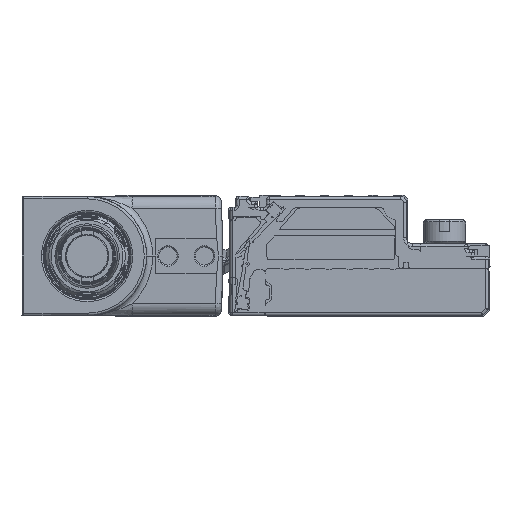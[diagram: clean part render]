
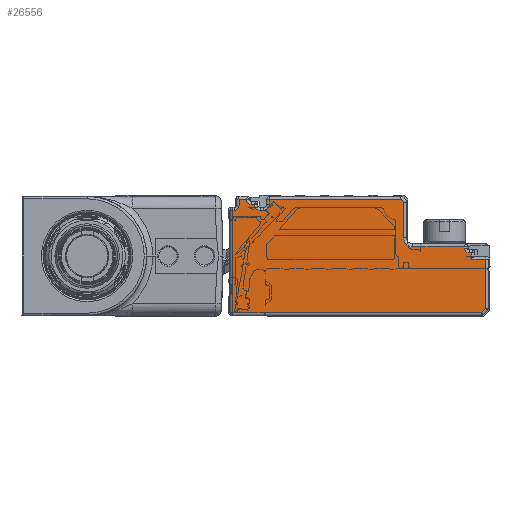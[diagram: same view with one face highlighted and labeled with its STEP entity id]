
A CAD part, left-side view. The second image highlights one B-rep face of the part: STEP entity #26556.
In plain terms, the highlighted planar face has unit normal (-1, 0, 0).
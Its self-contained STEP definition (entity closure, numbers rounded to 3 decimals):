
#24390=AXIS2_PLACEMENT_3D('Circle Axis2P3D',#24388,#24389,$) ;
#24461=AXIS2_PLACEMENT_3D('Circle Axis2P3D',#24459,#24460,$) ;
#24565=AXIS2_PLACEMENT_3D('Circle Axis2P3D',#24563,#24564,$) ;
#26450=AXIS2_PLACEMENT_3D('Plane Axis2P3D',#26447,#26448,#26449) ;
#26461=AXIS2_PLACEMENT_3D('Circle Axis2P3D',#26459,#26460,$) ;
#26482=AXIS2_PLACEMENT_3D('Circle Axis2P3D',#26480,#26481,$) ;
#26496=AXIS2_PLACEMENT_3D('Circle Axis2P3D',#26494,#26495,$) ;
#26515=AXIS2_PLACEMENT_3D('Circle Axis2P3D',#26513,#26514,$) ;
#24018=CARTESIAN_POINT('Vertex',(-528.,42.3,-7.3)) ;
#24041=CARTESIAN_POINT('Vertex',(-528.,1.407,-7.3)) ;
#24044=CARTESIAN_POINT('Line Origine',(-528.,23.168,-7.3)) ;
#24081=CARTESIAN_POINT('Vertex',(-528.,0.7,-6.593)) ;
#24084=CARTESIAN_POINT('Line Origine',(-528.,-1.246,-4.646)) ;
#24330=CARTESIAN_POINT('Line Origine',(-528.,21.5,11.3)) ;
#24334=CARTESIAN_POINT('Vertex',(-528.,40.1,11.3)) ;
#24336=CARTESIAN_POINT('Vertex',(-528.,41.3,11.3)) ;
#24388=CARTESIAN_POINT('Axis2P3D Location',(-528.,39.3,11.3)) ;
#24392=CARTESIAN_POINT('Vertex',(-528.,39.3,10.5)) ;
#24425=CARTESIAN_POINT('Vertex',(-528.,14.2,10.8)) ;
#24428=CARTESIAN_POINT('Line Origine',(-528.,14.2,2.)) ;
#24432=CARTESIAN_POINT('Vertex',(-528.,14.2,5.)) ;
#24459=CARTESIAN_POINT('Axis2P3D Location',(-528.,12.7,5.)) ;
#24463=CARTESIAN_POINT('Vertex',(-528.,12.7,3.5)) ;
#24491=CARTESIAN_POINT('Vertex',(-528.,4.2,3.5)) ;
#24499=CARTESIAN_POINT('Line Origine',(-528.,21.5,3.5)) ;
#24525=CARTESIAN_POINT('Line Origine',(-528.,4.2,2.)) ;
#24529=CARTESIAN_POINT('Vertex',(-528.,4.2,3.3)) ;
#24563=CARTESIAN_POINT('Axis2P3D Location',(-528.,3.4,3.3)) ;
#24567=CARTESIAN_POINT('Vertex',(-528.,3.4,2.5)) ;
#24595=CARTESIAN_POINT('Vertex',(-528.,3.,2.5)) ;
#24603=CARTESIAN_POINT('Line Origine',(-528.,21.5,2.5)) ;
#26404=CARTESIAN_POINT('Line Origine',(-528.,42.3,2.)) ;
#26408=CARTESIAN_POINT('Vertex',(-528.,42.3,9.5)) ;
#26432=CARTESIAN_POINT('Vertex',(-528.,0.7,1.5)) ;
#26435=CARTESIAN_POINT('Line Origine',(-528.,0.7,2.)) ;
#26447=CARTESIAN_POINT('Axis2P3D Location',(-528.,0.2,-7.8)) ;
#26452=CARTESIAN_POINT('Line Origine',(-528.,3.,2.)) ;
#26456=CARTESIAN_POINT('Vertex',(-528.,3.,1.5)) ;
#26459=CARTESIAN_POINT('Axis2P3D Location',(-528.,14.7,10.8)) ;
#26463=CARTESIAN_POINT('Vertex',(-528.,14.7,11.3)) ;
#26466=CARTESIAN_POINT('Line Origine',(-528.,25.5,11.3)) ;
#26470=CARTESIAN_POINT('Vertex',(-528.,36.3,11.3)) ;
#26473=CARTESIAN_POINT('Line Origine',(-528.,36.3,10.9)) ;
#26477=CARTESIAN_POINT('Vertex',(-528.,36.3,10.5)) ;
#26480=CARTESIAN_POINT('Axis2P3D Location',(-528.,37.3,10.5)) ;
#26484=CARTESIAN_POINT('Vertex',(-528.,37.3,9.5)) ;
#26487=CARTESIAN_POINT('Line Origine',(-528.,37.55,9.5)) ;
#26491=CARTESIAN_POINT('Vertex',(-528.,37.8,9.5)) ;
#26494=CARTESIAN_POINT('Axis2P3D Location',(-528.,37.8,10.5)) ;
#26498=CARTESIAN_POINT('Vertex',(-528.,38.8,10.5)) ;
#26501=CARTESIAN_POINT('Line Origine',(-528.,39.05,10.5)) ;
#26506=CARTESIAN_POINT('Line Origine',(-528.,41.3,10.8)) ;
#26510=CARTESIAN_POINT('Vertex',(-528.,41.3,10.3)) ;
#26513=CARTESIAN_POINT('Axis2P3D Location',(-528.,42.1,10.3)) ;
#26517=CARTESIAN_POINT('Vertex',(-528.,42.1,9.5)) ;
#26520=CARTESIAN_POINT('Line Origine',(-528.,42.2,9.5)) ;
#26525=CARTESIAN_POINT('Line Origine',(-528.,1.85,1.5)) ;
#24045=DIRECTION('Vector Direction',(0.,1.,0.)) ;
#24085=DIRECTION('Vector Direction',(0.,0.707,-0.707)) ;
#24331=DIRECTION('Vector Direction',(0.,-1.,0.)) ;
#24389=DIRECTION('Axis2P3D Direction',(1.,0.,0.)) ;
#24429=DIRECTION('Vector Direction',(0.,0.,-1.)) ;
#24460=DIRECTION('Axis2P3D Direction',(1.,0.,0.)) ;
#24500=DIRECTION('Vector Direction',(0.,-1.,0.)) ;
#24526=DIRECTION('Vector Direction',(0.,0.,1.)) ;
#24564=DIRECTION('Axis2P3D Direction',(1.,0.,0.)) ;
#24604=DIRECTION('Vector Direction',(0.,-1.,0.)) ;
#26405=DIRECTION('Vector Direction',(0.,0.,1.)) ;
#26436=DIRECTION('Vector Direction',(0.,0.,-1.)) ;
#26448=DIRECTION('Axis2P3D Direction',(-1.,0.,0.)) ;
#26449=DIRECTION('Axis2P3D XDirection',(0.,0.,1.)) ;
#26453=DIRECTION('Vector Direction',(0.,0.,1.)) ;
#26460=DIRECTION('Axis2P3D Direction',(-1.,0.,0.)) ;
#26467=DIRECTION('Vector Direction',(0.,1.,0.)) ;
#26474=DIRECTION('Vector Direction',(0.,0.,-1.)) ;
#26481=DIRECTION('Axis2P3D Direction',(-1.,0.,0.)) ;
#26488=DIRECTION('Vector Direction',(0.,1.,0.)) ;
#26495=DIRECTION('Axis2P3D Direction',(-1.,0.,0.)) ;
#26502=DIRECTION('Vector Direction',(0.,-1.,0.)) ;
#26507=DIRECTION('Vector Direction',(0.,0.,-1.)) ;
#26514=DIRECTION('Axis2P3D Direction',(-1.,0.,0.)) ;
#26521=DIRECTION('Vector Direction',(0.,1.,0.)) ;
#26526=DIRECTION('Vector Direction',(0.,1.,0.)) ;
#24046=VECTOR('Line Direction',#24045,1.) ;
#24086=VECTOR('Line Direction',#24085,1.) ;
#24332=VECTOR('Line Direction',#24331,1.) ;
#24430=VECTOR('Line Direction',#24429,1.) ;
#24501=VECTOR('Line Direction',#24500,1.) ;
#24527=VECTOR('Line Direction',#24526,1.) ;
#24605=VECTOR('Line Direction',#24604,1.) ;
#26406=VECTOR('Line Direction',#26405,1.) ;
#26437=VECTOR('Line Direction',#26436,1.) ;
#26454=VECTOR('Line Direction',#26453,1.) ;
#26468=VECTOR('Line Direction',#26467,1.) ;
#26475=VECTOR('Line Direction',#26474,1.) ;
#26489=VECTOR('Line Direction',#26488,1.) ;
#26503=VECTOR('Line Direction',#26502,1.) ;
#26508=VECTOR('Line Direction',#26507,1.) ;
#26522=VECTOR('Line Direction',#26521,1.) ;
#26527=VECTOR('Line Direction',#26526,1.) ;
#26531=ORIENTED_EDGE('',*,*,#26458,.T.) ;
#26532=ORIENTED_EDGE('',*,*,#24607,.T.) ;
#26533=ORIENTED_EDGE('',*,*,#24569,.T.) ;
#26534=ORIENTED_EDGE('',*,*,#24531,.T.) ;
#26535=ORIENTED_EDGE('',*,*,#24503,.T.) ;
#26536=ORIENTED_EDGE('',*,*,#24465,.T.) ;
#26537=ORIENTED_EDGE('',*,*,#24434,.T.) ;
#26538=ORIENTED_EDGE('',*,*,#26465,.T.) ;
#26539=ORIENTED_EDGE('',*,*,#26472,.T.) ;
#26540=ORIENTED_EDGE('',*,*,#26479,.T.) ;
#26541=ORIENTED_EDGE('',*,*,#26486,.T.) ;
#26542=ORIENTED_EDGE('',*,*,#26493,.T.) ;
#26543=ORIENTED_EDGE('',*,*,#26500,.T.) ;
#26544=ORIENTED_EDGE('',*,*,#26505,.T.) ;
#26545=ORIENTED_EDGE('',*,*,#24394,.T.) ;
#26546=ORIENTED_EDGE('',*,*,#24338,.T.) ;
#26547=ORIENTED_EDGE('',*,*,#26512,.T.) ;
#26548=ORIENTED_EDGE('',*,*,#26519,.T.) ;
#26549=ORIENTED_EDGE('',*,*,#26524,.T.) ;
#26550=ORIENTED_EDGE('',*,*,#26410,.T.) ;
#26551=ORIENTED_EDGE('',*,*,#24048,.T.) ;
#26552=ORIENTED_EDGE('',*,*,#24088,.T.) ;
#26553=ORIENTED_EDGE('',*,*,#26439,.T.) ;
#26554=ORIENTED_EDGE('',*,*,#26529,.T.) ;
#26556=ADVANCED_FACE('Brep With Voids',(#26555),#26451,.T.) ;
#24391=CIRCLE('generated circle',#24390,0.8) ;
#24462=CIRCLE('generated circle',#24461,1.5) ;
#24566=CIRCLE('generated circle',#24565,0.8) ;
#26462=CIRCLE('generated circle',#26461,0.5) ;
#26483=CIRCLE('generated circle',#26482,1.) ;
#26497=CIRCLE('generated circle',#26496,1.) ;
#26516=CIRCLE('generated circle',#26515,0.8) ;
#24048=EDGE_CURVE('',#24019,#24042,#24047,.F.) ;
#24088=EDGE_CURVE('',#24042,#24082,#24087,.F.) ;
#24338=EDGE_CURVE('',#24335,#24337,#24333,.F.) ;
#24394=EDGE_CURVE('',#24393,#24335,#24391,.T.) ;
#24434=EDGE_CURVE('',#24433,#24426,#24431,.F.) ;
#24465=EDGE_CURVE('',#24464,#24433,#24462,.T.) ;
#24503=EDGE_CURVE('',#24492,#24464,#24502,.F.) ;
#24531=EDGE_CURVE('',#24530,#24492,#24528,.T.) ;
#24569=EDGE_CURVE('',#24568,#24530,#24566,.T.) ;
#24607=EDGE_CURVE('',#24596,#24568,#24606,.F.) ;
#26410=EDGE_CURVE('',#26409,#24019,#26407,.F.) ;
#26439=EDGE_CURVE('',#24082,#26433,#26438,.F.) ;
#26458=EDGE_CURVE('',#26457,#24596,#26455,.T.) ;
#26465=EDGE_CURVE('',#24426,#26464,#26462,.T.) ;
#26472=EDGE_CURVE('',#26464,#26471,#26469,.T.) ;
#26479=EDGE_CURVE('',#26471,#26478,#26476,.T.) ;
#26486=EDGE_CURVE('',#26478,#26485,#26483,.F.) ;
#26493=EDGE_CURVE('',#26485,#26492,#26490,.T.) ;
#26500=EDGE_CURVE('',#26492,#26499,#26497,.F.) ;
#26505=EDGE_CURVE('',#26499,#24393,#26504,.F.) ;
#26512=EDGE_CURVE('',#24337,#26511,#26509,.T.) ;
#26519=EDGE_CURVE('',#26511,#26518,#26516,.F.) ;
#26524=EDGE_CURVE('',#26518,#26409,#26523,.T.) ;
#26529=EDGE_CURVE('',#26433,#26457,#26528,.T.) ;
#26530=EDGE_LOOP('',(#26531,#26532,#26533,#26534,#26535,#26536,#26537,#26538,#26539,#26540,#26541,#26542,#26543,#26544,#26545,#26546,#26547,#26548,#26549,#26550,#26551,#26552,#26553,#26554)) ;
#26555=FACE_OUTER_BOUND('',#26530,.T.) ;
#24047=LINE('Line',#24044,#24046) ;
#24087=LINE('Line',#24084,#24086) ;
#24333=LINE('Line',#24330,#24332) ;
#24431=LINE('Line',#24428,#24430) ;
#24502=LINE('Line',#24499,#24501) ;
#24528=LINE('Line',#24525,#24527) ;
#24606=LINE('Line',#24603,#24605) ;
#26407=LINE('Line',#26404,#26406) ;
#26438=LINE('Line',#26435,#26437) ;
#26455=LINE('Line',#26452,#26454) ;
#26469=LINE('Line',#26466,#26468) ;
#26476=LINE('Line',#26473,#26475) ;
#26490=LINE('Line',#26487,#26489) ;
#26504=LINE('Line',#26501,#26503) ;
#26509=LINE('Line',#26506,#26508) ;
#26523=LINE('Line',#26520,#26522) ;
#26528=LINE('Line',#26525,#26527) ;
#26451=PLANE('',#26450) ;
#24019=VERTEX_POINT('',#24018) ;
#24042=VERTEX_POINT('',#24041) ;
#24082=VERTEX_POINT('',#24081) ;
#24335=VERTEX_POINT('',#24334) ;
#24337=VERTEX_POINT('',#24336) ;
#24393=VERTEX_POINT('',#24392) ;
#24426=VERTEX_POINT('',#24425) ;
#24433=VERTEX_POINT('',#24432) ;
#24464=VERTEX_POINT('',#24463) ;
#24492=VERTEX_POINT('',#24491) ;
#24530=VERTEX_POINT('',#24529) ;
#24568=VERTEX_POINT('',#24567) ;
#24596=VERTEX_POINT('',#24595) ;
#26409=VERTEX_POINT('',#26408) ;
#26433=VERTEX_POINT('',#26432) ;
#26457=VERTEX_POINT('',#26456) ;
#26464=VERTEX_POINT('',#26463) ;
#26471=VERTEX_POINT('',#26470) ;
#26478=VERTEX_POINT('',#26477) ;
#26485=VERTEX_POINT('',#26484) ;
#26492=VERTEX_POINT('',#26491) ;
#26499=VERTEX_POINT('',#26498) ;
#26511=VERTEX_POINT('',#26510) ;
#26518=VERTEX_POINT('',#26517) ;
